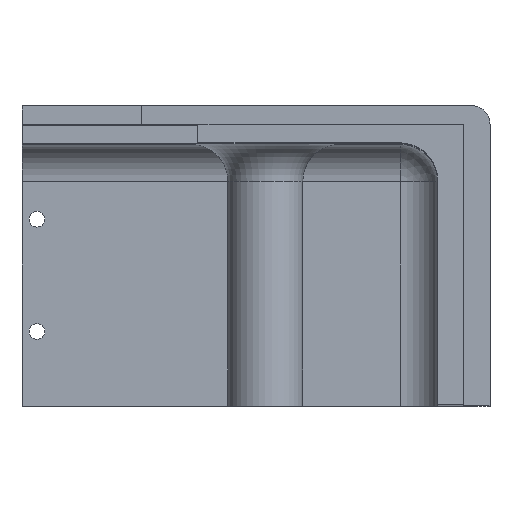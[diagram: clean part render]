
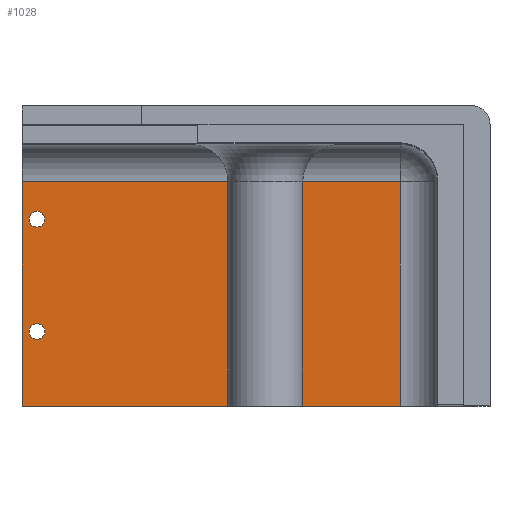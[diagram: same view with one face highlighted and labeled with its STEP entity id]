
A CAD part, top view. The second image highlights one B-rep face of the part: STEP entity #1028.
In plain terms, the highlighted planar face has unit normal (0, 0, 1).
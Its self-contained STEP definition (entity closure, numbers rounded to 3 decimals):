
#30=FACE_BOUND('',#409,.T.);
#31=FACE_BOUND('',#410,.T.);
#52=PLANE('',#1140);
#81=LINE('',#1487,#190);
#110=LINE('',#1586,#219);
#112=LINE('',#1589,#221);
#146=LINE('',#1672,#255);
#190=VECTOR('',#1195,10.);
#219=VECTOR('',#1294,10.);
#221=VECTOR('',#1298,10.);
#255=VECTOR('',#1376,10.);
#340=FACE_OUTER_BOUND('',#408,.T.);
#408=EDGE_LOOP('',(#895,#896,#897,#898));
#409=EDGE_LOOP('',(#899));
#410=EDGE_LOOP('',(#900));
#461=CIRCLE('',#1124,2.1);
#463=CIRCLE('',#1127,2.1);
#480=VERTEX_POINT('',#1484);
#481=VERTEX_POINT('',#1486);
#515=VERTEX_POINT('',#1580);
#516=VERTEX_POINT('',#1584);
#523=VERTEX_POINT('',#1609);
#525=VERTEX_POINT('',#1615);
#576=EDGE_CURVE('',#480,#481,#81,.T.);
#625=EDGE_CURVE('',#516,#515,#110,.T.);
#627=EDGE_CURVE('',#515,#480,#112,.T.);
#638=EDGE_CURVE('',#523,#523,#461,.T.);
#641=EDGE_CURVE('',#525,#525,#463,.T.);
#669=EDGE_CURVE('',#516,#481,#146,.T.);
#895=ORIENTED_EDGE('',*,*,#625,.F.);
#896=ORIENTED_EDGE('',*,*,#669,.T.);
#897=ORIENTED_EDGE('',*,*,#576,.F.);
#898=ORIENTED_EDGE('',*,*,#627,.F.);
#899=ORIENTED_EDGE('',*,*,#638,.T.);
#900=ORIENTED_EDGE('',*,*,#641,.T.);
#1028=ADVANCED_FACE('',(#340,#30,#31),#52,.T.);
#1124=AXIS2_PLACEMENT_3D('',#1611,#1320,#1321);
#1127=AXIS2_PLACEMENT_3D('',#1617,#1327,#1328);
#1140=AXIS2_PLACEMENT_3D('',#1678,#1382,#1383);
#1195=DIRECTION('',(-1.,0.,0.));
#1294=DIRECTION('',(1.,0.,0.));
#1298=DIRECTION('',(0.,-1.,0.));
#1320=DIRECTION('center_axis',(0.,0.,-1.));
#1321=DIRECTION('ref_axis',(-1.,0.,0.));
#1327=DIRECTION('center_axis',(0.,0.,-1.));
#1328=DIRECTION('ref_axis',(-1.,0.,0.));
#1376=DIRECTION('',(0.,-1.,0.));
#1382=DIRECTION('center_axis',(0.,0.,1.));
#1383=DIRECTION('ref_axis',(-1.,0.,0.));
#1484=CARTESIAN_POINT('',(101.,-70.,-221.));
#1486=CARTESIAN_POINT('',(0.,-70.,-221.));
#1487=CARTESIAN_POINT('',(125.,-70.,-221.));
#1580=CARTESIAN_POINT('',(101.,-10.,-221.));
#1584=CARTESIAN_POINT('',(0.,-10.,-221.));
#1586=CARTESIAN_POINT('',(86.75,-10.,-221.));
#1589=CARTESIAN_POINT('',(101.,0.,-221.));
#1609=CARTESIAN_POINT('',(6.1,-50.,-221.));
#1611=CARTESIAN_POINT('Origin',(4.,-50.,-221.));
#1615=CARTESIAN_POINT('',(6.1,-20.,-221.));
#1617=CARTESIAN_POINT('Origin',(4.,-20.,-221.));
#1672=CARTESIAN_POINT('',(0.,0.,-221.));
#1678=CARTESIAN_POINT('Origin',(111.,0.,-221.));
